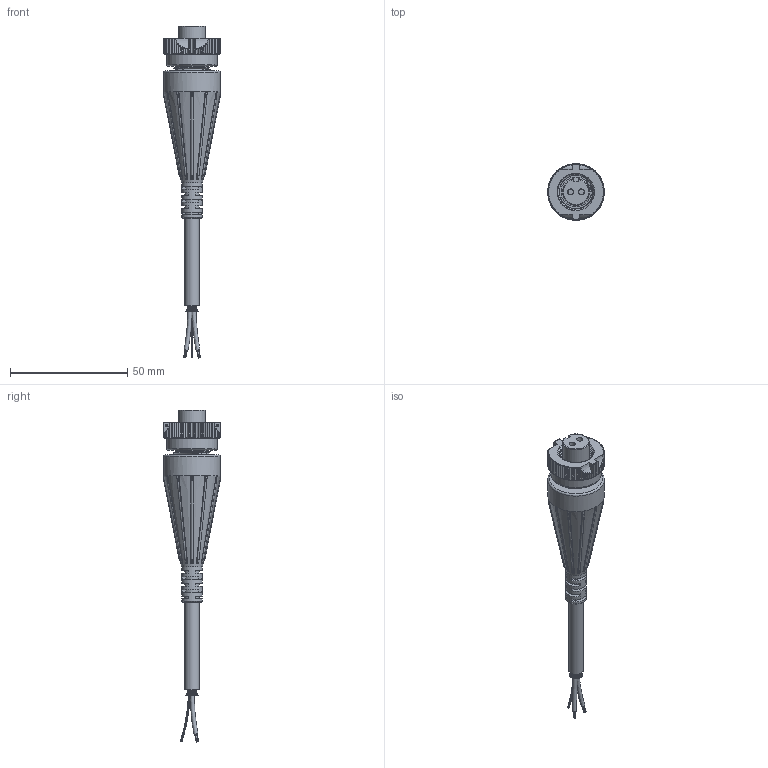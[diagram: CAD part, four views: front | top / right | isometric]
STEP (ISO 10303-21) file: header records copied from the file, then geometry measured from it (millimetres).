
FILE_DESCRIPTION(/* description */ (''),/* implementation_level */ '2;1');
FILE_NAME(/* name */ 'D2CG.stp',/* time_stamp */ '2017-05-03T15:15:10-04:00',/* author */ ('aneininger'),/* organization */ (''),/* preprocessor_version */ 'ST-DEVELOPER v16.5',/* originating_system */ 'Autodesk Inventor 2017',/* authorisation */ '');
FILE_SCHEMA (('AUTOMOTIVE_DESIGN { 1 0 10303 214 3 1 1 }'));
Products named in the file (1): D2CG
Bounding box: 24.13 x 24.13 x 141.34 mm (x, y, z)
Surface area: 8448.6 mm2 (no closed solid volume)
Topology: 0 solids, 1 shells, 1195 faces, 3829 edges, 2414 vertices
Faces by surface type: plane 460, bspline 410, cylinder 187, cone 133, torus 5
Full cylindrical faces by diameter (mm): 0.127 x19, 0.203 x38, 0.762 x2, 2.235 x2, 2.54 x2, 3.353 x1, 3.988 x1, 4.115 x1, 4.142 x1, 4.267 x1, 6.223 x1, 8.89 x1, 13.97 x1, 14.287 x2, 21.717 x1, 24.13 x1
Entity records: 61708 total; most frequent: CARTESIAN_POINT 27906, ORIENTED_EDGE 7384, DIRECTION 6848, EDGE_CURVE 3686, AXIS2_PLACEMENT_3D 3067, VERTEX_POINT 2361, CIRCLE 2040, EDGE_LOOP 1371
